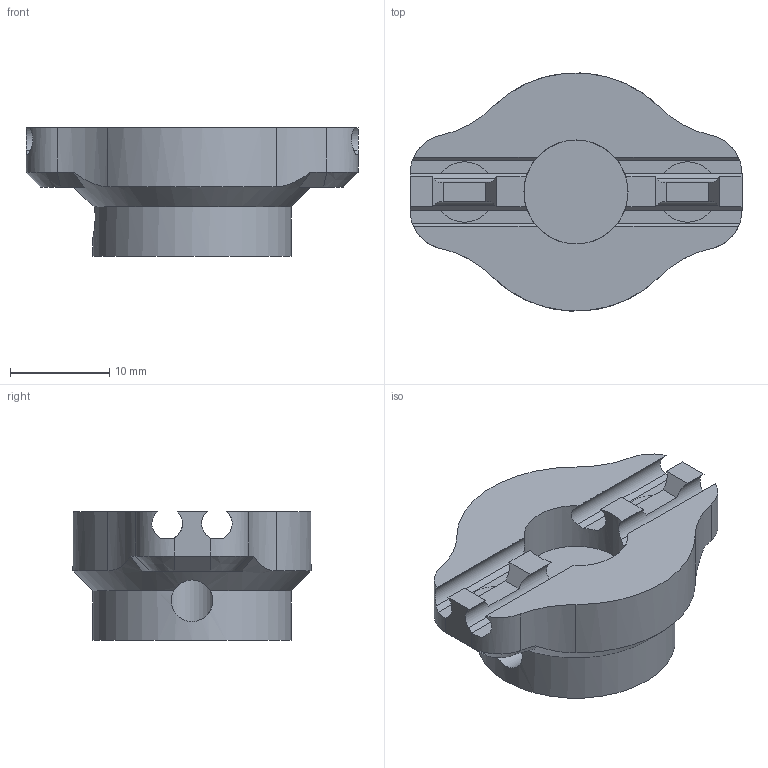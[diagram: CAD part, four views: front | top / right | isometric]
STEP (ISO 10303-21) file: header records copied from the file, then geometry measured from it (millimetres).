
FILE_DESCRIPTION(/* description */ (''),/* implementation_level */ '2;1');
FILE_NAME(/* name */ 'WobbleXII_lower.step',/* time_stamp */ '2023-04-07T21:19:16+02:00',/* author */ (''),/* organization */ (''),/* preprocessor_version */ 'ST-DEVELOPER v19.2',/* originating_system */ 'Autodesk Translation Framework v12.4.0.73',/* authorisation */ '');
FILE_SCHEMA (('AUTOMOTIVE_DESIGN { 1 0 10303 214 3 1 1 }'));
Length unit declared in the file: millimetre
Products named in the file (3): WobbleXII; WobbleXII_lower; WobbleX_WS8_PrintedAdapter v1
Assembly tree (2 placements, depth 3):
  WobbleXII
    WobbleXII_lower
      WobbleX_WS8_PrintedAdapter v1
Bounding box: 33.5 x 24.02 x 13 mm (x, y, z)
Volume: 4437.6 mm3; surface area: 2749.7 mm2
Topology: 1 solids, 1 shells, 74 faces, 205 edges, 132 vertices
Faces by surface type: plane 40, cylinder 24, cone 10
Full cylindrical faces by diameter (mm): 4.2 x1, 6.1 x2, 10.5 x1, 20 x1
Entity records: 2882 total; most frequent: CARTESIAN_POINT 730, DIRECTION 421, ORIENTED_EDGE 410, EDGE_CURVE 205, AXIS2_PLACEMENT_3D 169, VERTEX_POINT 132, LINE 83, VECTOR 83
